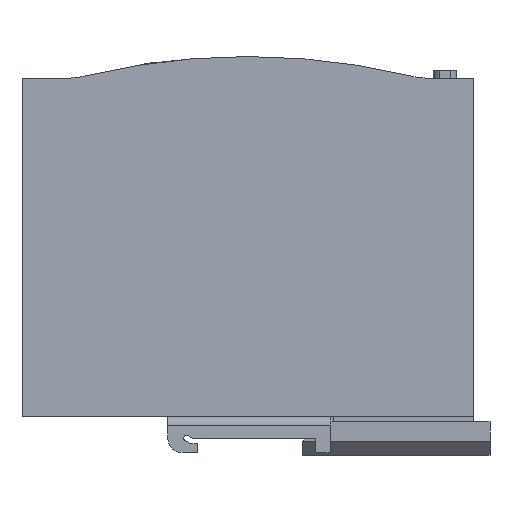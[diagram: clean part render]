
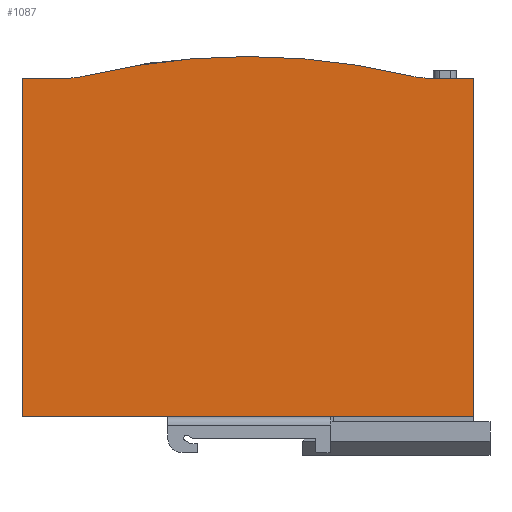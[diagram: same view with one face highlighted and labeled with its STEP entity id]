
A CAD part, left-side view. The second image highlights one B-rep face of the part: STEP entity #1087.
In plain terms, the highlighted planar face has unit normal (-1, 0, 0).
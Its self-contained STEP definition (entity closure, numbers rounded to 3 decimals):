
#150 = CARTESIAN_POINT ( 'NONE',  ( 0., 0., 0. ) ) ;
#294 = EDGE_CURVE ( 'NONE', #1974, #7914, #7641, .T. ) ;
#873 = CARTESIAN_POINT ( 'NONE',  ( 0., 62.75, -93.005 ) ) ;
#949 = EDGE_CURVE ( 'NONE', #6290, #2328, #9715, .T. ) ;
#1025 = EDGE_CURVE ( 'NONE', #2577, #1094, #6773, .T. ) ;
#1087 = ADVANCED_FACE ( 'NONE', ( #4403 ), #4792, .F. ) ;
#1094 = VERTEX_POINT ( 'NONE', #5619 ) ;
#1490 = ORIENTED_EDGE ( 'NONE', *, *, #6119, .F. ) ;
#1585 = DIRECTION ( 'NONE',  ( 0., -1., 0. ) ) ;
#1640 = VECTOR ( 'NONE', #2488, 1000. ) ;
#1768 = DIRECTION ( 'NONE',  ( 0., 0., -1. ) ) ;
#1811 = CIRCLE ( 'NONE', #6759, 193.005 ) ;
#1897 = DIRECTION ( 'NONE',  ( 0., 0., -1. ) ) ;
#1968 = VERTEX_POINT ( 'NONE', #3122 ) ;
#1974 = VERTEX_POINT ( 'NONE', #5548 ) ;
#2328 = VERTEX_POINT ( 'NONE', #9956 ) ;
#2403 = DIRECTION ( 'NONE',  ( 0., 0., -1. ) ) ;
#2440 = DIRECTION ( 'NONE',  ( 1., 0., 0. ) ) ;
#2468 = CARTESIAN_POINT ( 'NONE',  ( 0., 125.5, 94. ) ) ;
#2488 = DIRECTION ( 'NONE',  ( 0., 0., -1. ) ) ;
#2577 = VERTEX_POINT ( 'NONE', #7964 ) ;
#2642 = VERTEX_POINT ( 'NONE', #150 ) ;
#2986 = DIRECTION ( 'NONE',  ( 0., 0., 1. ) ) ;
#3033 = CARTESIAN_POINT ( 'NONE',  ( 0., 12.55, 94. ) ) ;
#3092 = VERTEX_POINT ( 'NONE', #8070 ) ;
#3122 = CARTESIAN_POINT ( 'NONE',  ( 0., 0., 94. ) ) ;
#3430 = ORIENTED_EDGE ( 'NONE', *, *, #1025, .T. ) ;
#3437 = EDGE_CURVE ( 'NONE', #6290, #1968, #3974, .T. ) ;
#3537 = ORIENTED_EDGE ( 'NONE', *, *, #3437, .F. ) ;
#3741 = LINE ( 'NONE', #7237, #1640 ) ;
#3822 = CARTESIAN_POINT ( 'NONE',  ( 0., 125.5, 0. ) ) ;
#3950 = EDGE_CURVE ( 'NONE', #2577, #3092, #9658, .T. ) ;
#3974 = LINE ( 'NONE', #5159, #5970 ) ;
#4149 = AXIS2_PLACEMENT_3D ( 'NONE', #5777, #4976, #1897 ) ;
#4403 = FACE_OUTER_BOUND ( 'NONE', #5276, .T. ) ;
#4784 = ORIENTED_EDGE ( 'NONE', *, *, #949, .T. ) ;
#4792 = PLANE ( 'NONE',  #9675 ) ;
#4883 = DIRECTION ( 'NONE',  ( 1., 0., 0. ) ) ;
#4976 = DIRECTION ( 'NONE',  ( 1., 0., 0. ) ) ;
#5159 = CARTESIAN_POINT ( 'NONE',  ( 0., 0., 94. ) ) ;
#5276 = EDGE_LOOP ( 'NONE', ( #1490, #6506, #3537, #4784, #6102, #9257, #3430, #9464, #5870 ) ) ;
#5548 = CARTESIAN_POINT ( 'NONE',  ( 0., 125.5, 0. ) ) ;
#5581 = CARTESIAN_POINT ( 'NONE',  ( 0., 62.75, -93.005 ) ) ;
#5619 = CARTESIAN_POINT ( 'NONE',  ( 0., 112.95, 94. ) ) ;
#5777 = CARTESIAN_POINT ( 'NONE',  ( 0., 62.75, -93.005 ) ) ;
#5870 = ORIENTED_EDGE ( 'NONE', *, *, #294, .F. ) ;
#5896 = VECTOR ( 'NONE', #2986, 1000. ) ;
#5970 = VECTOR ( 'NONE', #9922, 1000. ) ;
#6079 = EDGE_CURVE ( 'NONE', #3092, #2328, #1811, .T. ) ;
#6102 = ORIENTED_EDGE ( 'NONE', *, *, #6079, .F. ) ;
#6119 = EDGE_CURVE ( 'NONE', #2642, #1974, #6780, .T. ) ;
#6288 = DIRECTION ( 'NONE',  ( 0., 0., -1. ) ) ;
#6290 = VERTEX_POINT ( 'NONE', #3033 ) ;
#6506 = ORIENTED_EDGE ( 'NONE', *, *, #9992, .F. ) ;
#6759 = AXIS2_PLACEMENT_3D ( 'NONE', #873, #4883, #1768 ) ;
#6773 = CIRCLE ( 'NONE', #6909, 20. ) ;
#6780 = LINE ( 'NONE', #8816, #9104 ) ;
#6909 = AXIS2_PLACEMENT_3D ( 'NONE', #10206, #2440, #2403 ) ;
#7048 = AXIS2_PLACEMENT_3D ( 'NONE', #7979, #9418, #6288 ) ;
#7196 = CARTESIAN_POINT ( 'NONE',  ( 0., 125.5, 94. ) ) ;
#7237 = CARTESIAN_POINT ( 'NONE',  ( 0., 0., 0. ) ) ;
#7592 = EDGE_CURVE ( 'NONE', #7914, #1094, #8352, .T. ) ;
#7641 = LINE ( 'NONE', #3822, #5896 ) ;
#7879 = DIRECTION ( 'NONE',  ( 0., 0., -1. ) ) ;
#7914 = VERTEX_POINT ( 'NONE', #2468 ) ;
#7943 = DIRECTION ( 'NONE',  ( 1., 0., 0. ) ) ;
#7964 = CARTESIAN_POINT ( 'NONE',  ( 0., 108.237, 94.563 ) ) ;
#7968 = DIRECTION ( 'NONE',  ( 0., 1., 0. ) ) ;
#7979 = CARTESIAN_POINT ( 'NONE',  ( 0., 12.55, 114. ) ) ;
#8070 = CARTESIAN_POINT ( 'NONE',  ( 0., 62.75, 100. ) ) ;
#8352 = LINE ( 'NONE', #7196, #8589 ) ;
#8589 = VECTOR ( 'NONE', #1585, 1000. ) ;
#8816 = CARTESIAN_POINT ( 'NONE',  ( 0., 0., 0. ) ) ;
#9104 = VECTOR ( 'NONE', #7968, 1000. ) ;
#9257 = ORIENTED_EDGE ( 'NONE', *, *, #3950, .F. ) ;
#9418 = DIRECTION ( 'NONE',  ( 1., 0., 0. ) ) ;
#9464 = ORIENTED_EDGE ( 'NONE', *, *, #7592, .F. ) ;
#9658 = CIRCLE ( 'NONE', #4149, 193.005 ) ;
#9675 = AXIS2_PLACEMENT_3D ( 'NONE', #5581, #7943, #7879 ) ;
#9715 = CIRCLE ( 'NONE', #7048, 20. ) ;
#9922 = DIRECTION ( 'NONE',  ( 0., -1., 0. ) ) ;
#9956 = CARTESIAN_POINT ( 'NONE',  ( 0., 17.263, 94.563 ) ) ;
#9992 = EDGE_CURVE ( 'NONE', #1968, #2642, #3741, .T. ) ;
#10206 = CARTESIAN_POINT ( 'NONE',  ( 0., 112.95, 114. ) ) ;
